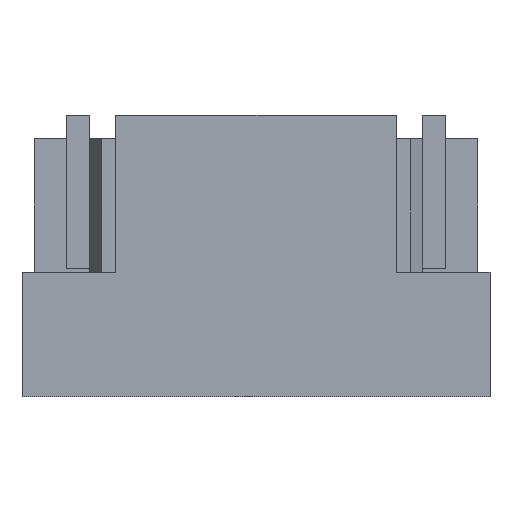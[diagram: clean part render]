
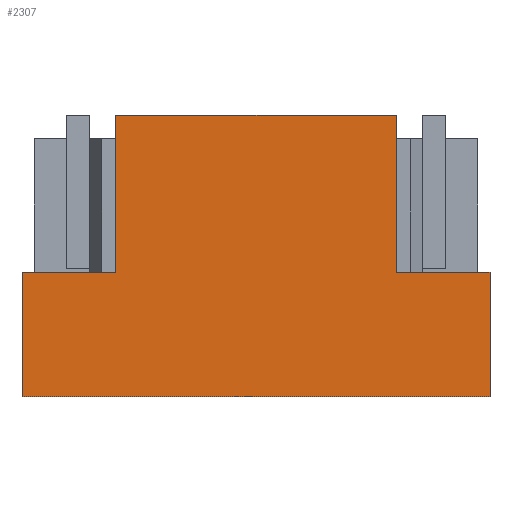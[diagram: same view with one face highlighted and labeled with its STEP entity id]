
A CAD part, top view. The second image highlights one B-rep face of the part: STEP entity #2307.
In plain terms, the highlighted planar face has unit normal (0, 0, 1).
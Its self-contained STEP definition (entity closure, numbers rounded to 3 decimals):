
#2276=AXIS2_PLACEMENT_3D('Plane Axis2P3D',#2273,#2274,#2275) ;
#1041=CARTESIAN_POINT('Line Origine',(-9.98,0.,10.)) ;
#1045=CARTESIAN_POINT('Vertex',(-4.,0.,10.)) ;
#1047=CARTESIAN_POINT('Vertex',(-15.96,0.,10.)) ;
#1176=CARTESIAN_POINT('Line Origine',(-4.,-3.35,10.)) ;
#1180=CARTESIAN_POINT('Vertex',(-4.,-6.7,10.)) ;
#1253=CARTESIAN_POINT('Line Origine',(-2.,-6.7,10.)) ;
#1257=CARTESIAN_POINT('Vertex',(0.,-6.7,10.)) ;
#1285=CARTESIAN_POINT('Line Origine',(0.,-9.35,10.)) ;
#1289=CARTESIAN_POINT('Vertex',(0.,-12.,10.)) ;
#1310=CARTESIAN_POINT('Line Origine',(-9.98,-12.,10.)) ;
#1314=CARTESIAN_POINT('Vertex',(-19.96,-12.,10.)) ;
#2273=CARTESIAN_POINT('Axis2P3D Location',(-25.22,0.,10.)) ;
#2278=CARTESIAN_POINT('Line Origine',(-15.96,-3.35,10.)) ;
#2282=CARTESIAN_POINT('Vertex',(-15.96,-6.7,10.)) ;
#2285=CARTESIAN_POINT('Line Origine',(-17.96,-6.7,10.)) ;
#2289=CARTESIAN_POINT('Vertex',(-19.96,-6.7,10.)) ;
#2292=CARTESIAN_POINT('Line Origine',(-19.96,-9.35,10.)) ;
#1042=DIRECTION('Vector Direction',(1.,0.,0.)) ;
#1177=DIRECTION('Vector Direction',(0.,1.,0.)) ;
#1254=DIRECTION('Vector Direction',(1.,0.,0.)) ;
#1286=DIRECTION('Vector Direction',(0.,-1.,0.)) ;
#1311=DIRECTION('Vector Direction',(1.,0.,0.)) ;
#2274=DIRECTION('Axis2P3D Direction',(0.,0.,1.)) ;
#2275=DIRECTION('Axis2P3D XDirection',(0.,-1.,0.)) ;
#2279=DIRECTION('Vector Direction',(0.,1.,0.)) ;
#2286=DIRECTION('Vector Direction',(1.,0.,0.)) ;
#2293=DIRECTION('Vector Direction',(0.,-1.,0.)) ;
#1043=VECTOR('Line Direction',#1042,1.) ;
#1178=VECTOR('Line Direction',#1177,1.) ;
#1255=VECTOR('Line Direction',#1254,1.) ;
#1287=VECTOR('Line Direction',#1286,1.) ;
#1312=VECTOR('Line Direction',#1311,1.) ;
#2280=VECTOR('Line Direction',#2279,1.) ;
#2287=VECTOR('Line Direction',#2286,1.) ;
#2294=VECTOR('Line Direction',#2293,1.) ;
#2298=ORIENTED_EDGE('',*,*,#1316,.T.) ;
#2299=ORIENTED_EDGE('',*,*,#1291,.F.) ;
#2300=ORIENTED_EDGE('',*,*,#1259,.T.) ;
#2301=ORIENTED_EDGE('',*,*,#1182,.F.) ;
#2302=ORIENTED_EDGE('',*,*,#1049,.T.) ;
#2303=ORIENTED_EDGE('',*,*,#2284,.T.) ;
#2304=ORIENTED_EDGE('',*,*,#2291,.F.) ;
#2305=ORIENTED_EDGE('',*,*,#2296,.T.) ;
#2307=ADVANCED_FACE('HOUSING',(#2306),#2277,.T.) ;
#1049=EDGE_CURVE('',#1046,#1048,#1044,.F.) ;
#1182=EDGE_CURVE('',#1046,#1181,#1179,.F.) ;
#1259=EDGE_CURVE('',#1258,#1181,#1256,.F.) ;
#1291=EDGE_CURVE('',#1258,#1290,#1288,.T.) ;
#1316=EDGE_CURVE('',#1315,#1290,#1313,.T.) ;
#2284=EDGE_CURVE('',#1048,#2283,#2281,.F.) ;
#2291=EDGE_CURVE('',#2290,#2283,#2288,.T.) ;
#2296=EDGE_CURVE('',#2290,#1315,#2295,.T.) ;
#2297=EDGE_LOOP('',(#2298,#2299,#2300,#2301,#2302,#2303,#2304,#2305)) ;
#2306=FACE_OUTER_BOUND('',#2297,.T.) ;
#1044=LINE('Line',#1041,#1043) ;
#1179=LINE('Line',#1176,#1178) ;
#1256=LINE('Line',#1253,#1255) ;
#1288=LINE('Line',#1285,#1287) ;
#1313=LINE('Line',#1310,#1312) ;
#2281=LINE('Line',#2278,#2280) ;
#2288=LINE('Line',#2285,#2287) ;
#2295=LINE('Line',#2292,#2294) ;
#2277=PLANE('',#2276) ;
#1046=VERTEX_POINT('',#1045) ;
#1048=VERTEX_POINT('',#1047) ;
#1181=VERTEX_POINT('',#1180) ;
#1258=VERTEX_POINT('',#1257) ;
#1290=VERTEX_POINT('',#1289) ;
#1315=VERTEX_POINT('',#1314) ;
#2283=VERTEX_POINT('',#2282) ;
#2290=VERTEX_POINT('',#2289) ;
